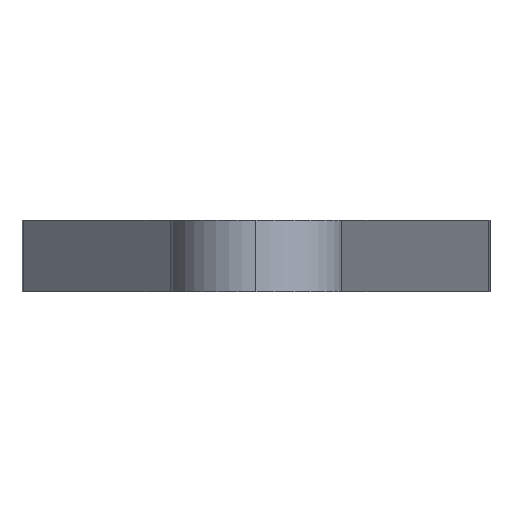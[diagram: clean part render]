
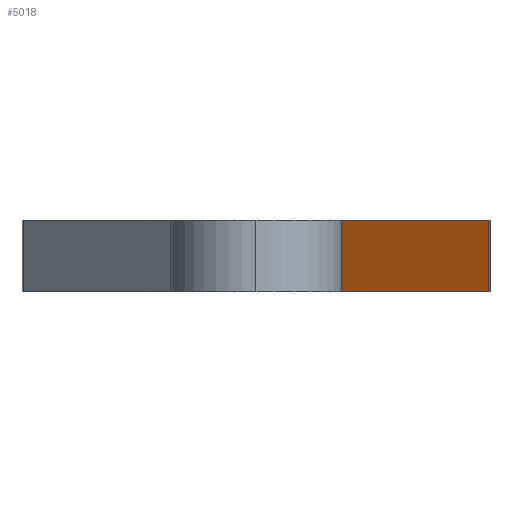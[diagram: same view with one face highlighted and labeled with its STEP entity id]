
A CAD part, left-side view. The second image highlights one B-rep face of the part: STEP entity #5018.
In plain terms, the highlighted planar face has unit normal (-0.125, -0.992, 0).
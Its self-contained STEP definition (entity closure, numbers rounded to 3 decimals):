
#78 = CARTESIAN_POINT ( 'NONE',  ( -0.911, -7.223, 0. ) ) ;
#116 = FACE_OUTER_BOUND ( 'NONE', #3018, .T. ) ;
#227 = EDGE_CURVE ( 'NONE', #4550, #6580, #1906, .T. ) ;
#304 = CARTESIAN_POINT ( 'NONE',  ( 96.737, -19.535, -6. ) ) ;
#633 = EDGE_CURVE ( 'NONE', #4550, #1815, #2598, .T. ) ;
#720 = DIRECTION ( 'NONE',  ( 0., 0., 1. ) ) ;
#775 = VECTOR ( 'NONE', #720, 1000. ) ;
#793 = CARTESIAN_POINT ( 'NONE',  ( 96.737, -19.535, 0. ) ) ;
#967 = CARTESIAN_POINT ( 'NONE',  ( -0.911, -7.223, -6. ) ) ;
#1026 = VECTOR ( 'NONE', #6510, 1000. ) ;
#1129 = CARTESIAN_POINT ( 'NONE',  ( -0.911, -7.223, -6. ) ) ;
#1277 = ORIENTED_EDGE ( 'NONE', *, *, #227, .F. ) ;
#1521 = DIRECTION ( 'NONE',  ( 0.992, -0.125, 0. ) ) ;
#1815 = VERTEX_POINT ( 'NONE', #304 ) ;
#1906 = LINE ( 'NONE', #5786, #775 ) ;
#2082 = CARTESIAN_POINT ( 'NONE',  ( -0.911, -7.223, 0. ) ) ;
#2270 = EDGE_CURVE ( 'NONE', #1815, #4672, #4244, .T. ) ;
#2372 = CARTESIAN_POINT ( 'NONE',  ( -0.911, -7.223, -6. ) ) ;
#2598 = LINE ( 'NONE', #967, #4318 ) ;
#3018 = EDGE_LOOP ( 'NONE', ( #4210, #1277, #7183, #5492 ) ) ;
#3119 = DIRECTION ( 'NONE',  ( 0.992, -0.125, 0. ) ) ;
#3318 = VECTOR ( 'NONE', #1521, 1000. ) ;
#3732 = LINE ( 'NONE', #2082, #3318 ) ;
#4210 = ORIENTED_EDGE ( 'NONE', *, *, #5053, .F. ) ;
#4244 = LINE ( 'NONE', #4903, #1026 ) ;
#4318 = VECTOR ( 'NONE', #3119, 1000. ) ;
#4550 = VERTEX_POINT ( 'NONE', #1129 ) ;
#4597 = AXIS2_PLACEMENT_3D ( 'NONE', #2372, #4617, #6878 ) ;
#4617 = DIRECTION ( 'NONE',  ( 0.125, 0.992, 0. ) ) ;
#4672 = VERTEX_POINT ( 'NONE', #793 ) ;
#4903 = CARTESIAN_POINT ( 'NONE',  ( 96.737, -19.535, -6. ) ) ;
#5018 = ADVANCED_FACE ( 'NONE', ( #116 ), #6327, .F. ) ;
#5053 = EDGE_CURVE ( 'NONE', #6580, #4672, #3732, .T. ) ;
#5492 = ORIENTED_EDGE ( 'NONE', *, *, #2270, .T. ) ;
#5786 = CARTESIAN_POINT ( 'NONE',  ( -0.911, -7.223, -6. ) ) ;
#6327 = PLANE ( 'NONE',  #4597 ) ;
#6510 = DIRECTION ( 'NONE',  ( 0., 0., 1. ) ) ;
#6580 = VERTEX_POINT ( 'NONE', #78 ) ;
#6878 = DIRECTION ( 'NONE',  ( -0.992, 0.125, 0. ) ) ;
#7183 = ORIENTED_EDGE ( 'NONE', *, *, #633, .T. ) ;
